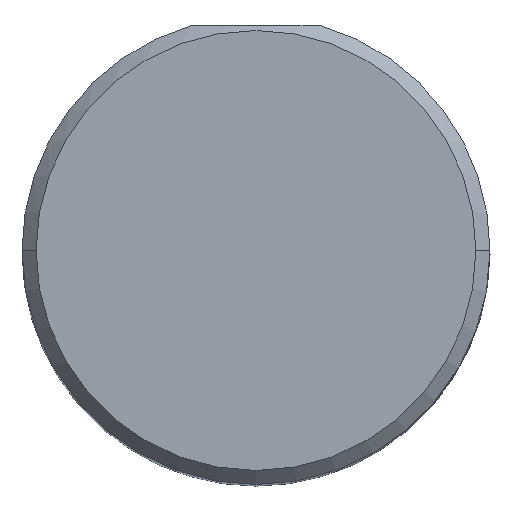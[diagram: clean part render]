
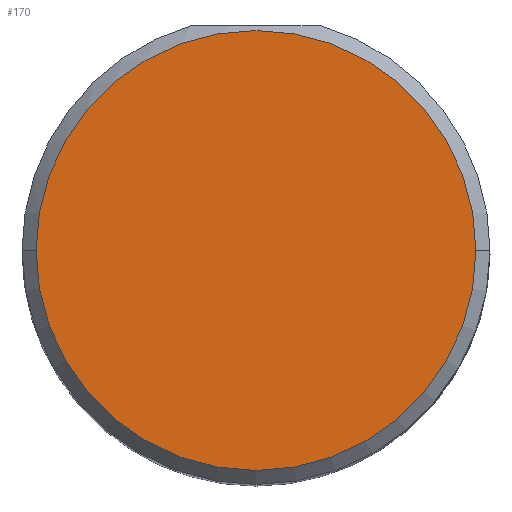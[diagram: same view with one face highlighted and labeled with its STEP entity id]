
A CAD part, top view. The second image highlights one B-rep face of the part: STEP entity #170.
In plain terms, the highlighted planar face has unit normal (0, 0, 1).
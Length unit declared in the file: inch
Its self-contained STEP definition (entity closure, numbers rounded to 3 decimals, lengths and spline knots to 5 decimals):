
#7 = CARTESIAN_POINT ( 'NONE',  ( 0., 0., 3. ) ) ;
#22 = PLANE ( 'NONE',  #189 ) ;
#170 = ADVANCED_FACE ( 'NONE', ( #371 ), #22, .T. ) ;
#189 = AXIS2_PLACEMENT_3D ( 'NONE', #436, #433, #551 ) ;
#207 = ORIENTED_EDGE ( 'NONE', *, *, #685, .T. ) ;
#263 = ORIENTED_EDGE ( 'NONE', *, *, #490, .T. ) ;
#271 = VERTEX_POINT ( 'NONE', #756 ) ;
#276 = CARTESIAN_POINT ( 'NONE',  ( 0., 0., 3. ) ) ;
#322 = VERTEX_POINT ( 'NONE', #691 ) ;
#338 = DIRECTION ( 'NONE',  ( 0., 0., 1. ) ) ;
#371 = FACE_OUTER_BOUND ( 'NONE', #448, .T. ) ;
#433 = DIRECTION ( 'NONE',  ( 0., 0., 1. ) ) ;
#436 = CARTESIAN_POINT ( 'NONE',  ( 0., 0., 3. ) ) ;
#446 = DIRECTION ( 'NONE',  ( 1., 0., 0. ) ) ;
#448 = EDGE_LOOP ( 'NONE', ( #207, #263 ) ) ;
#458 = CIRCLE ( 'NONE', #724, 0.235 ) ;
#480 = DIRECTION ( 'NONE',  ( 0., 0., 1. ) ) ;
#490 = EDGE_CURVE ( 'NONE', #322, #271, #745, .T. ) ;
#551 = DIRECTION ( 'NONE',  ( 1., 0., 0. ) ) ;
#685 = EDGE_CURVE ( 'NONE', #271, #322, #458, .T. ) ;
#691 = CARTESIAN_POINT ( 'NONE',  ( 0.235, 0., 3. ) ) ;
#723 = AXIS2_PLACEMENT_3D ( 'NONE', #7, #480, #725 ) ;
#724 = AXIS2_PLACEMENT_3D ( 'NONE', #276, #338, #446 ) ;
#725 = DIRECTION ( 'NONE',  ( 1., 0., 0. ) ) ;
#745 = CIRCLE ( 'NONE', #723, 0.235 ) ;
#756 = CARTESIAN_POINT ( 'NONE',  ( -0.235, 0., 3. ) ) ;
